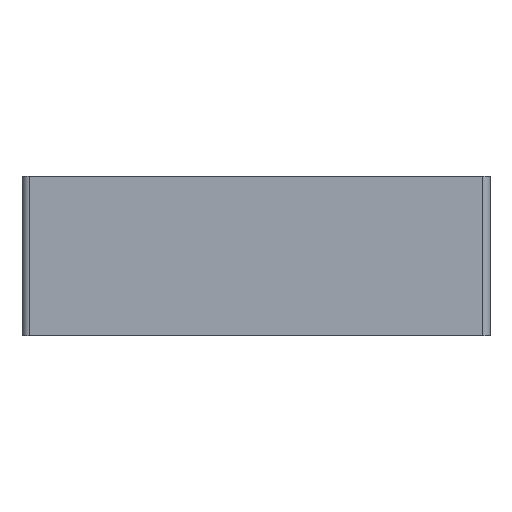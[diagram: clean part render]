
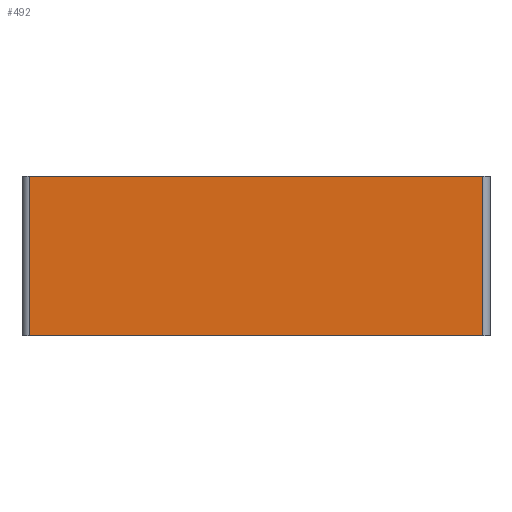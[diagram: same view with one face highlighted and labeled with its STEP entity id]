
A CAD part, front view. The second image highlights one B-rep face of the part: STEP entity #492.
In plain terms, the highlighted planar face has unit normal (0, -1, 0).
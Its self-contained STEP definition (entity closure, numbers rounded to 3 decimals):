
#49 = VERTEX_POINT('',#50);
#50 = CARTESIAN_POINT('',(-91.,-94.,60.));
#57 = EDGE_CURVE('',#58,#49,#60,.T.);
#58 = VERTEX_POINT('',#59);
#59 = CARTESIAN_POINT('',(91.,-94.,60.));
#60 = LINE('',#61,#62);
#61 = CARTESIAN_POINT('',(-45.,-94.,60.));
#62 = VECTOR('',#63,1.);
#63 = DIRECTION('',(-1.,0.,0.));
#447 = EDGE_CURVE('',#49,#448,#450,.T.);
#448 = VERTEX_POINT('',#449);
#449 = CARTESIAN_POINT('',(-91.,-94.,-4.));
#450 = LINE('',#451,#452);
#451 = CARTESIAN_POINT('',(-91.,-94.,60.));
#452 = VECTOR('',#453,1.);
#453 = DIRECTION('',(0.,0.,-1.));
#472 = VERTEX_POINT('',#473);
#473 = CARTESIAN_POINT('',(91.,-94.,-4.));
#480 = EDGE_CURVE('',#472,#58,#481,.T.);
#481 = LINE('',#482,#483);
#482 = CARTESIAN_POINT('',(91.,-94.,-4.));
#483 = VECTOR('',#484,1.);
#484 = DIRECTION('',(0.,0.,1.));
#492 = ADVANCED_FACE('',(#493),#504,.F.);
#493 = FACE_BOUND('',#494,.F.);
#494 = EDGE_LOOP('',(#495,#496,#497,#503));
#495 = ORIENTED_EDGE('',*,*,#57,.F.);
#496 = ORIENTED_EDGE('',*,*,#480,.F.);
#497 = ORIENTED_EDGE('',*,*,#498,.F.);
#498 = EDGE_CURVE('',#448,#472,#499,.T.);
#499 = LINE('',#500,#501);
#500 = CARTESIAN_POINT('',(-45.,-94.,-4.));
#501 = VECTOR('',#502,1.);
#502 = DIRECTION('',(1.,0.,0.));
#503 = ORIENTED_EDGE('',*,*,#447,.F.);
#504 = PLANE('',#505);
#505 = AXIS2_PLACEMENT_3D('',#506,#507,#508);
#506 = CARTESIAN_POINT('',(-90.,-94.,0.));
#507 = DIRECTION('',(0.,1.,0.));
#508 = DIRECTION('',(1.,0.,0.));
